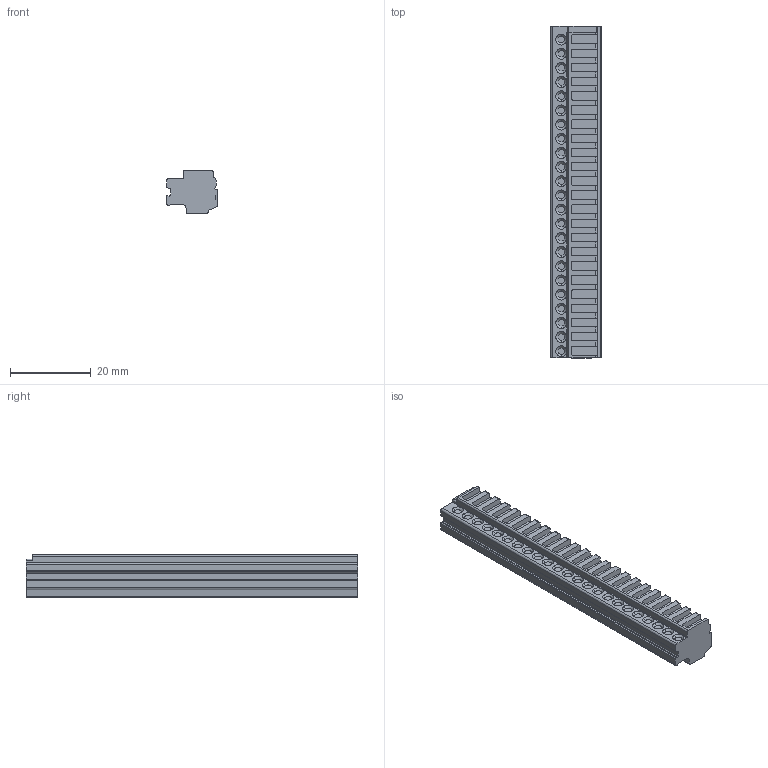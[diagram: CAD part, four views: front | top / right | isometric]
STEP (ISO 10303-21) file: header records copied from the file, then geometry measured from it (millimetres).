
FILE_DESCRIPTION((''),'2;1');
FILE_NAME('RRGG','2024-10-15T11:00:31',('tluser'),(''),'CREO PARAMETRIC BY PTC INC, 2018100','CREO PARAMETRIC BY PTC INC, 2018100','');
FILE_SCHEMA(('CONFIG_CONTROL_DESIGN'));
Length unit declared in the file: millimetre
Products named in the file (1): RRGG
Bounding box: 12.5 x 82 x 10.6 mm (x, y, z)
Volume: 8021 mm3; surface area: 4662.2 mm2
Topology: 1 solids, 1 shells, 716 faces, 1889 edges, 1244 vertices
Faces by surface type: plane 396, cylinder 228, cone 92
Entity records: 22569 total; most frequent: CARTESIAN_POINT 4247, DIRECTION 3915, ORIENTED_EDGE 3778, EDGE_CURVE 1889, AXIS2_PLACEMENT_3D 1356, VERTEX_POINT 1244, VECTOR 1203, LINE 1203
